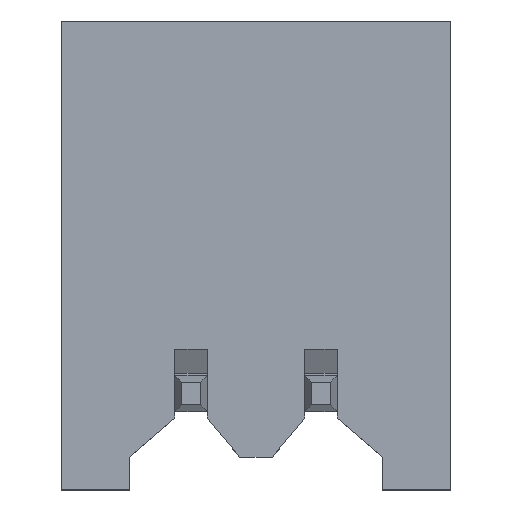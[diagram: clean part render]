
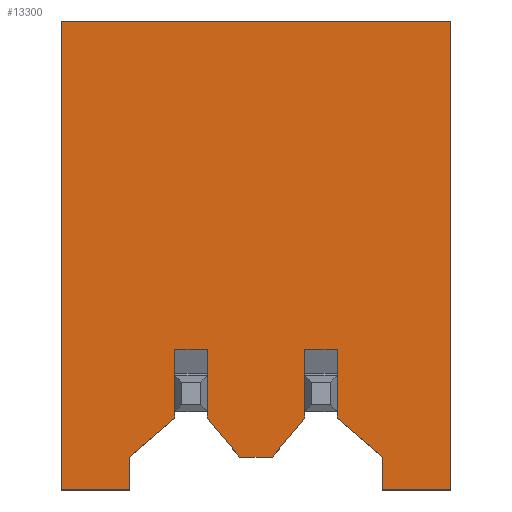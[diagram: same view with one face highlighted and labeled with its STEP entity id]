
A CAD part, top view. The second image highlights one B-rep face of the part: STEP entity #13300.
In plain terms, the highlighted planar face has unit normal (0, 0, 1).
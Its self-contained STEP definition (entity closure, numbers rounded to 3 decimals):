
#2670=CARTESIAN_POINT('',(10.403,-1.947,5.3));
#2680=VERTEX_POINT('',#2670);
#3000=CARTESIAN_POINT('',(10.903,-1.947,5.3));
#3010=VERTEX_POINT('',#3000);
#3880=CARTESIAN_POINT('',(10.903,-2.497,5.3));
#3890=VERTEX_POINT('',#3880);
#4170=CARTESIAN_POINT('',(10.403,-2.497,5.3));
#4180=VERTEX_POINT('',#4170);
#5430=CARTESIAN_POINT('',(10.403,0.103,5.3));
#5440=DIRECTION('',(-0.,-1.,0.));
#5450=VECTOR('',#5440,1.);
#5460=LINE('',#5430,#5450);
#5470=EDGE_CURVE('',#2680,#4180,#5460,.T.);
#7180=CARTESIAN_POINT('',(10.403,-2.597,5.3));
#7190=VERTEX_POINT('',#7180);
#7220=CARTESIAN_POINT('',(10.403,0.,5.3));
#7230=DIRECTION('',(0.,1.,0.));
#7240=VECTOR('',#7230,1.);
#7250=LINE('',#7220,#7240);
#7260=EDGE_CURVE('',#7190,#4180,#7250,.T.);
#11510=CARTESIAN_POINT('',(17.538,0.13,5.3));
#11520=DIRECTION('',(0.,0.,-1.));
#11530=DIRECTION('',(-1.,0.,0.));
#11540=AXIS2_PLACEMENT_3D('',#11510,#11520,#11530);
#11550=PLANE('',#11540);
#11560=CARTESIAN_POINT('',(12.653,0.,5.3));
#11570=DIRECTION('',(-0.,-1.,0.));
#11580=VECTOR('',#11570,1.);
#11590=LINE('',#11560,#11580);
#11600=CARTESIAN_POINT('',(12.653,3.503,5.3));
#11610=VERTEX_POINT('',#11600);
#11620=CARTESIAN_POINT('',(12.653,-3.697,5.3));
#11630=VERTEX_POINT('',#11620);
#11640=EDGE_CURVE('',#11610,#11630,#11590,.T.);
#11650=ORIENTED_EDGE('',*,*,#11640,.F.);
#11660=CARTESIAN_POINT('',(11.306,-3.697,5.3));
#11670=DIRECTION('',(1.,0.,0.));
#11680=VECTOR('',#11670,1.);
#11690=LINE('',#11660,#11680);
#11700=CARTESIAN_POINT('',(11.603,-3.697,5.3));
#11710=VERTEX_POINT('',#11700);
#11720=EDGE_CURVE('',#11710,#11630,#11690,.T.);
#11730=ORIENTED_EDGE('',*,*,#11720,.T.);
#11740=CARTESIAN_POINT('',(11.603,0.,5.3));
#11750=DIRECTION('',(0.,-1.,0.));
#11760=VECTOR('',#11750,1.);
#11770=LINE('',#11740,#11760);
#11780=CARTESIAN_POINT('',(11.603,-3.197,5.3));
#11790=VERTEX_POINT('',#11780);
#11800=EDGE_CURVE('',#11790,#11710,#11770,.T.);
#11810=ORIENTED_EDGE('',*,*,#11800,.T.);
#11820=CARTESIAN_POINT('',(11.306,-2.943,5.3));
#11830=DIRECTION('',(0.759,-0.651,
0.));
#11840=VECTOR('',#11830,1.);
#11850=LINE('',#11820,#11840);
#11860=CARTESIAN_POINT('',(10.903,-2.597,5.3));
#11870=VERTEX_POINT('',#11860);
#11880=EDGE_CURVE('',#11870,#11790,#11850,.T.);
#11890=ORIENTED_EDGE('',*,*,#11880,.T.);
#11900=CARTESIAN_POINT('',(10.903,0.,5.3));
#11910=DIRECTION('',(0.,-1.,0.));
#11920=VECTOR('',#11910,1.);
#11930=LINE('',#11900,#11920);
#11940=EDGE_CURVE('',#3890,#11870,#11930,.T.);
#11950=ORIENTED_EDGE('',*,*,#11940,.T.);
#11960=CARTESIAN_POINT('',(10.903,0.103,5.3));
#11970=DIRECTION('',(0.,1.,0.));
#11980=VECTOR('',#11970,1.);
#11990=LINE('',#11960,#11980);
#12000=EDGE_CURVE('',#3890,#3010,#11990,.T.);
#12010=ORIENTED_EDGE('',*,*,#12000,.F.);
#12020=CARTESIAN_POINT('',(10.903,-1.537,5.3));
#12030=VERTEX_POINT('',#12020);
#12040=EDGE_CURVE('',#12030,#3010,#11930,.T.);
#12050=ORIENTED_EDGE('',*,*,#12040,.T.);
#12060=CARTESIAN_POINT('',(11.306,-1.537,5.3));
#12070=DIRECTION('',(1.,0.,0.));
#12080=VECTOR('',#12070,1.);
#12090=LINE('',#12060,#12080);
#12100=CARTESIAN_POINT('',(10.403,-1.537,5.3));
#12110=VERTEX_POINT('',#12100);
#12120=EDGE_CURVE('',#12110,#12030,#12090,.T.);
#12130=ORIENTED_EDGE('',*,*,#12120,.T.);
#12140=EDGE_CURVE('',#2680,#12110,#7250,.T.);
#12150=ORIENTED_EDGE('',*,*,#12140,.T.);
#12160=ORIENTED_EDGE('',*,*,#5470,.F.);
#12170=ORIENTED_EDGE('',*,*,#7260,.T.);
#12180=CARTESIAN_POINT('',(12.567,0.,5.3));
#12190=DIRECTION('',(0.64,0.768,
0.));
#12200=VECTOR('',#12190,1.);
#12210=LINE('',#12180,#12200);
#12220=CARTESIAN_POINT('',(9.903,-3.197,5.3));
#12230=VERTEX_POINT('',#12220);
#12240=EDGE_CURVE('',#12230,#7190,#12210,.T.);
#12250=ORIENTED_EDGE('',*,*,#12240,.T.);
#12260=CARTESIAN_POINT('',(7.703,-3.197,5.3));
#12270=DIRECTION('',(1.,0.,0.));
#12280=VECTOR('',#12270,1.);
#12290=LINE('',#12260,#12280);
#12300=CARTESIAN_POINT('',(9.403,-3.197,5.3));
#12310=VERTEX_POINT('',#12300);
#12320=EDGE_CURVE('',#12310,#12230,#12290,.T.);
#12330=ORIENTED_EDGE('',*,*,#12320,.T.);
#12340=CARTESIAN_POINT('',(6.738,0.,5.3));
#12350=DIRECTION('',(-0.64,0.768,0.));
#12360=VECTOR('',#12350,1.);
#12370=LINE('',#12340,#12360);
#12380=CARTESIAN_POINT('',(8.903,-2.597,5.3));
#12390=VERTEX_POINT('',#12380);
#12400=EDGE_CURVE('',#12310,#12390,#12370,.T.);
#12410=ORIENTED_EDGE('',*,*,#12400,.F.);
#12420=CARTESIAN_POINT('',(8.903,0.,5.3));
#12430=DIRECTION('',(0.,1.,0.));
#12440=VECTOR('',#12430,1.);
#12450=LINE('',#12420,#12440);
#12460=CARTESIAN_POINT('',(8.903,-2.497,5.3));
#12470=VERTEX_POINT('',#12460);
#12480=EDGE_CURVE('',#12390,#12470,#12450,.T.);
#12490=ORIENTED_EDGE('',*,*,#12480,.F.);
#12500=CARTESIAN_POINT('',(8.903,0.103,5.3));
#12510=DIRECTION('',(-0.,-1.,0.));
#12520=VECTOR('',#12510,1.);
#12530=LINE('',#12500,#12520);
#12540=CARTESIAN_POINT('',(8.903,-1.947,5.3));
#12550=VERTEX_POINT('',#12540);
#12560=EDGE_CURVE('',#12550,#12470,#12530,.T.);
#12570=ORIENTED_EDGE('',*,*,#12560,.T.);
#12580=CARTESIAN_POINT('',(8.903,-1.537,5.3));
#12590=VERTEX_POINT('',#12580);
#12600=EDGE_CURVE('',#12550,#12590,#12450,.T.);
#12610=ORIENTED_EDGE('',*,*,#12600,.F.);
#12620=CARTESIAN_POINT('',(8.,-1.537,5.3));
#12630=DIRECTION('',(-1.,0.,0.));
#12640=VECTOR('',#12630,1.);
#12650=LINE('',#12620,#12640);
#12660=CARTESIAN_POINT('',(8.403,-1.537,5.3));
#12670=VERTEX_POINT('',#12660);
#12680=EDGE_CURVE('',#12590,#12670,#12650,.T.);
#12690=ORIENTED_EDGE('',*,*,#12680,.F.);
#12700=CARTESIAN_POINT('',(8.403,0.,5.3));
#12710=DIRECTION('',(-0.,-1.,0.));
#12720=VECTOR('',#12710,1.);
#12730=LINE('',#12700,#12720);
#12740=CARTESIAN_POINT('',(8.403,-1.947,5.3));
#12750=VERTEX_POINT('',#12740);
#12760=EDGE_CURVE('',#12670,#12750,#12730,.T.);
#12770=ORIENTED_EDGE('',*,*,#12760,.F.);
#12780=CARTESIAN_POINT('',(8.403,0.103,5.3));
#12790=DIRECTION('',(0.,1.,0.));
#12800=VECTOR('',#12790,1.);
#12810=LINE('',#12780,#12800);
#12820=CARTESIAN_POINT('',(8.403,-2.497,5.3));
#12830=VERTEX_POINT('',#12820);
#12840=EDGE_CURVE('',#12830,#12750,#12810,.T.);
#12850=ORIENTED_EDGE('',*,*,#12840,.T.);
#12860=CARTESIAN_POINT('',(8.403,-2.597,5.3));
#12870=VERTEX_POINT('',#12860);
#12880=EDGE_CURVE('',#12830,#12870,#12730,.T.);
#12890=ORIENTED_EDGE('',*,*,#12880,.F.);
#12900=CARTESIAN_POINT('',(8.,-2.943,5.3));
#12910=DIRECTION('',(-0.759,-0.651,0.));
#12920=VECTOR('',#12910,1.);
#12930=LINE('',#12900,#12920);
#12940=CARTESIAN_POINT('',(7.703,-3.197,5.3));
#12950=VERTEX_POINT('',#12940);
#12960=EDGE_CURVE('',#12870,#12950,#12930,.T.);
#12970=ORIENTED_EDGE('',*,*,#12960,.F.);
#12980=CARTESIAN_POINT('',(7.703,0.,5.3));
#12990=DIRECTION('',(-0.,-1.,0.));
#13000=VECTOR('',#12990,1.);
#13010=LINE('',#12980,#13000);
#13020=CARTESIAN_POINT('',(7.703,-3.697,5.3));
#13030=VERTEX_POINT('',#13020);
#13040=EDGE_CURVE('',#12950,#13030,#13010,.T.);
#13050=ORIENTED_EDGE('',*,*,#13040,.F.);
#13060=CARTESIAN_POINT('',(8.,-3.697,5.3));
#13070=DIRECTION('',(-1.,0.,0.));
#13080=VECTOR('',#13070,1.);
#13090=LINE('',#13060,#13080);
#13100=CARTESIAN_POINT('',(6.653,-3.697,5.3));
#13110=VERTEX_POINT('',#13100);
#13120=EDGE_CURVE('',#13030,#13110,#13090,.T.);
#13130=ORIENTED_EDGE('',*,*,#13120,.F.);
#13140=CARTESIAN_POINT('',(6.653,0.,5.3));
#13150=DIRECTION('',(-0.,-1.,0.));
#13160=VECTOR('',#13150,1.);
#13170=LINE('',#13140,#13160);
#13180=CARTESIAN_POINT('',(6.653,3.503,5.3));
#13190=VERTEX_POINT('',#13180);
#13200=EDGE_CURVE('',#13190,#13110,#13170,.T.);
#13210=ORIENTED_EDGE('',*,*,#13200,.T.);
#13220=CARTESIAN_POINT('',(19.306,3.503,5.3));
#13230=DIRECTION('',(-1.,0.,0.));
#13240=VECTOR('',#13230,1.);
#13250=LINE('',#13220,#13240);
#13260=EDGE_CURVE('',#11610,#13190,#13250,.T.);
#13270=ORIENTED_EDGE('',*,*,#13260,.T.);
#13280=EDGE_LOOP('',(#13270,#13210,#13130,#13050,#12970,#12890,#12850,
#12770,#12690,#12610,#12570,#12490,#12410,#12330,#12250,#12170,#12160,
#12150,#12130,#12050,#12010,#11950,#11890,#11810,#11730,#11650));
#13290=FACE_OUTER_BOUND('',#13280,.T.);
#13300=ADVANCED_FACE('',(#13290),#11550,.F.);
